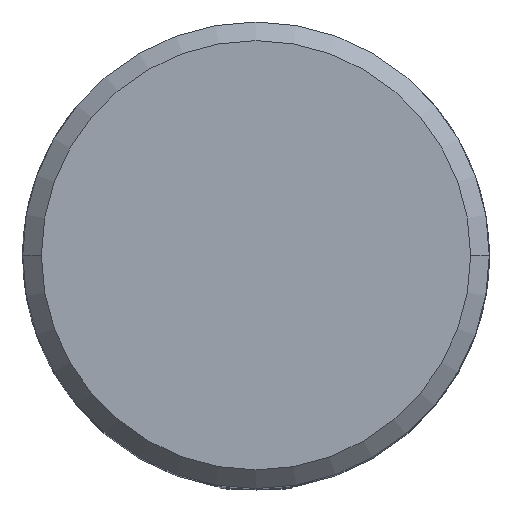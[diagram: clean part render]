
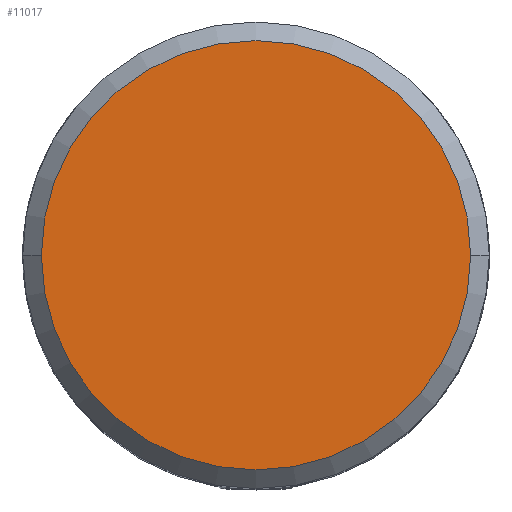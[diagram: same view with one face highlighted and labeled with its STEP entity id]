
A CAD part, top view. The second image highlights one B-rep face of the part: STEP entity #11017.
In plain terms, the highlighted planar face has unit normal (0, 0, 1).
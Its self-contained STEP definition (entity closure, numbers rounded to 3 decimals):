
#304 = CARTESIAN_POINT ( 'NONE',  ( 0., 0., 18.5 ) ) ;
#1475 = VERTEX_POINT ( 'NONE', #14588 ) ;
#1708 = DIRECTION ( 'NONE',  ( -1., 0., 0. ) ) ;
#1801 = AXIS2_PLACEMENT_3D ( 'NONE', #12314, #9647, #1708 ) ;
#3050 = EDGE_CURVE ( 'NONE', #1475, #14619, #11689, .T. ) ;
#3414 = ORIENTED_EDGE ( 'NONE', *, *, #3050, .T. ) ;
#4956 = AXIS2_PLACEMENT_3D ( 'NONE', #13110, #5137, #12005 ) ;
#5137 = DIRECTION ( 'NONE',  ( 0., 0., 1. ) ) ;
#5669 = FACE_OUTER_BOUND ( 'NONE', #9214, .T. ) ;
#7309 = AXIS2_PLACEMENT_3D ( 'NONE', #304, #12347, #9564 ) ;
#8356 = CIRCLE ( 'NONE', #4956, 11.5 ) ;
#9214 = EDGE_LOOP ( 'NONE', ( #3414, #15280 ) ) ;
#9564 = DIRECTION ( 'NONE',  ( -1., 0., 0. ) ) ;
#9647 = DIRECTION ( 'NONE',  ( 0., 0., 1. ) ) ;
#11017 = ADVANCED_FACE ( 'NONE', ( #5669 ), #11030, .F. ) ;
#11030 = PLANE ( 'NONE',  #7309 ) ;
#11689 = CIRCLE ( 'NONE', #1801, 11.5 ) ;
#12005 = DIRECTION ( 'NONE',  ( -1., 0., 0. ) ) ;
#12314 = CARTESIAN_POINT ( 'NONE',  ( 0., 0., 18.5 ) ) ;
#12347 = DIRECTION ( 'NONE',  ( 0., 0., -1. ) ) ;
#12849 = CARTESIAN_POINT ( 'NONE',  ( 11.5, 0., 18.5 ) ) ;
#13110 = CARTESIAN_POINT ( 'NONE',  ( 0., 0., 18.5 ) ) ;
#14588 = CARTESIAN_POINT ( 'NONE',  ( -11.5, 0., 18.5 ) ) ;
#14619 = VERTEX_POINT ( 'NONE', #12849 ) ;
#15280 = ORIENTED_EDGE ( 'NONE', *, *, #16407, .T. ) ;
#16407 = EDGE_CURVE ( 'NONE', #14619, #1475, #8356, .T. ) ;
